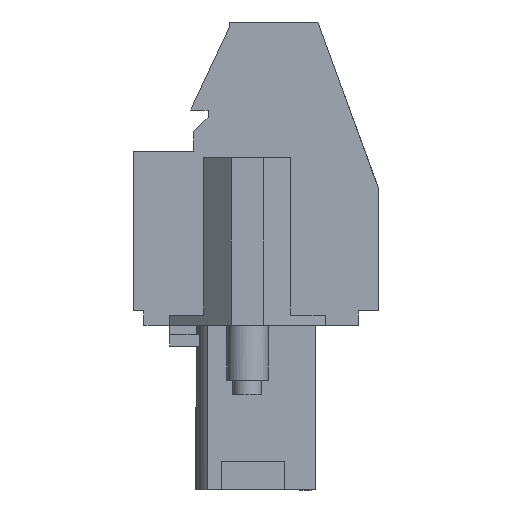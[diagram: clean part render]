
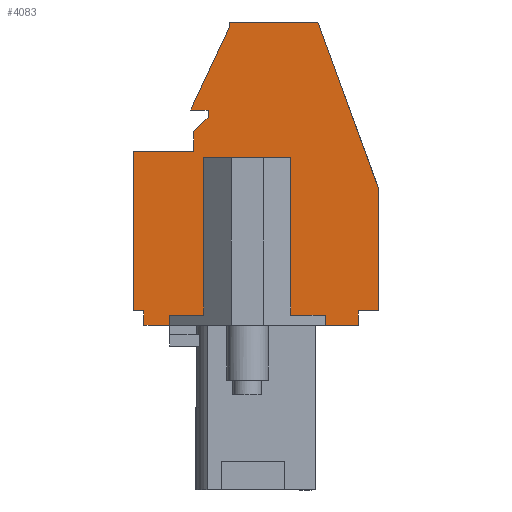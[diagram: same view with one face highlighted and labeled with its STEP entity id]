
A CAD part, left-side view. The second image highlights one B-rep face of the part: STEP entity #4083.
In plain terms, the highlighted planar face has unit normal (-1, 0, 0).
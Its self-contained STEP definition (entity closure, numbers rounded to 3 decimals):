
#1559=AXIS2_PLACEMENT_3D('Plane Axis2P3D',#1556,#1557,#1558) ;
#107=CARTESIAN_POINT('Line Origine',(3.47,1.782,7.95)) ;
#111=CARTESIAN_POINT('Vertex',(3.47,2.58,7.95)) ;
#113=CARTESIAN_POINT('Vertex',(3.47,0.983,7.95)) ;
#148=CARTESIAN_POINT('Vertex',(3.47,10.08,7.95)) ;
#151=CARTESIAN_POINT('Line Origine',(3.47,10.705,7.95)) ;
#155=CARTESIAN_POINT('Vertex',(3.47,11.33,7.95)) ;
#1556=CARTESIAN_POINT('Axis2P3D Location',(3.47,0.,0.)) ;
#3939=CARTESIAN_POINT('Line Origine',(3.47,0.983,8.3)) ;
#3943=CARTESIAN_POINT('Vertex',(3.47,0.983,8.65)) ;
#3946=CARTESIAN_POINT('Line Origine',(3.47,0.492,8.65)) ;
#3950=CARTESIAN_POINT('Vertex',(3.47,0.,8.65)) ;
#3953=CARTESIAN_POINT('Line Origine',(3.47,0.,11.611)) ;
#3957=CARTESIAN_POINT('Vertex',(3.47,0.,14.572)) ;
#3960=CARTESIAN_POINT('Line Origine',(3.47,1.461,18.586)) ;
#3964=CARTESIAN_POINT('Vertex',(3.47,2.922,22.6)) ;
#3967=CARTESIAN_POINT('Line Origine',(3.47,5.052,22.6)) ;
#3971=CARTESIAN_POINT('Vertex',(3.47,7.181,22.6)) ;
#3974=CARTESIAN_POINT('Line Origine',(3.47,7.181,22.5)) ;
#3978=CARTESIAN_POINT('Vertex',(3.47,7.181,22.4)) ;
#3981=CARTESIAN_POINT('Line Origine',(3.47,8.126,20.375)) ;
#3985=CARTESIAN_POINT('Vertex',(3.47,9.07,18.35)) ;
#3988=CARTESIAN_POINT('Line Origine',(3.47,8.65,18.35)) ;
#3992=CARTESIAN_POINT('Vertex',(3.47,8.23,18.35)) ;
#3995=CARTESIAN_POINT('Line Origine',(3.47,8.23,18.175)) ;
#3999=CARTESIAN_POINT('Vertex',(3.47,8.23,18.)) ;
#4002=CARTESIAN_POINT('Line Origine',(3.47,8.58,17.65)) ;
#4006=CARTESIAN_POINT('Vertex',(3.47,8.93,17.3)) ;
#4009=CARTESIAN_POINT('Line Origine',(3.47,8.93,16.825)) ;
#4013=CARTESIAN_POINT('Vertex',(3.47,8.93,16.35)) ;
#4016=CARTESIAN_POINT('Line Origine',(3.47,10.38,16.35)) ;
#4020=CARTESIAN_POINT('Vertex',(3.47,11.83,16.35)) ;
#4023=CARTESIAN_POINT('Line Origine',(3.47,11.83,12.5)) ;
#4027=CARTESIAN_POINT('Vertex',(3.47,11.83,8.65)) ;
#4030=CARTESIAN_POINT('Line Origine',(3.47,11.58,8.65)) ;
#4034=CARTESIAN_POINT('Vertex',(3.47,11.33,8.65)) ;
#4037=CARTESIAN_POINT('Line Origine',(3.47,11.33,8.3)) ;
#4042=CARTESIAN_POINT('Line Origine',(3.47,10.08,8.2)) ;
#4046=CARTESIAN_POINT('Vertex',(3.47,10.08,8.45)) ;
#4049=CARTESIAN_POINT('Line Origine',(3.47,6.33,8.45)) ;
#4053=CARTESIAN_POINT('Vertex',(3.47,2.58,8.45)) ;
#4056=CARTESIAN_POINT('Line Origine',(3.47,2.58,8.2)) ;
#108=DIRECTION('Vector Direction',(0.,-1.,0.)) ;
#152=DIRECTION('Vector Direction',(0.,-1.,0.)) ;
#1557=DIRECTION('Axis2P3D Direction',(-1.,0.,0.)) ;
#1558=DIRECTION('Axis2P3D XDirection',(0.,0.,1.)) ;
#3940=DIRECTION('Vector Direction',(0.,0.,1.)) ;
#3947=DIRECTION('Vector Direction',(0.,-1.,0.)) ;
#3954=DIRECTION('Vector Direction',(0.,0.,1.)) ;
#3961=DIRECTION('Vector Direction',(0.,-0.342,-0.94)) ;
#3968=DIRECTION('Vector Direction',(0.,-1.,0.)) ;
#3975=DIRECTION('Vector Direction',(0.,0.,1.)) ;
#3982=DIRECTION('Vector Direction',(0.,-0.423,0.906)) ;
#3989=DIRECTION('Vector Direction',(0.,1.,0.)) ;
#3996=DIRECTION('Vector Direction',(0.,0.,1.)) ;
#4003=DIRECTION('Vector Direction',(0.,-0.707,0.707)) ;
#4010=DIRECTION('Vector Direction',(0.,0.,1.)) ;
#4017=DIRECTION('Vector Direction',(0.,-1.,0.)) ;
#4024=DIRECTION('Vector Direction',(0.,0.,1.)) ;
#4031=DIRECTION('Vector Direction',(0.,1.,0.)) ;
#4038=DIRECTION('Vector Direction',(0.,0.,-1.)) ;
#4043=DIRECTION('Vector Direction',(0.,0.,1.)) ;
#4050=DIRECTION('Vector Direction',(0.,1.,0.)) ;
#4057=DIRECTION('Vector Direction',(0.,0.,1.)) ;
#109=VECTOR('Line Direction',#108,1.) ;
#153=VECTOR('Line Direction',#152,1.) ;
#3941=VECTOR('Line Direction',#3940,1.) ;
#3948=VECTOR('Line Direction',#3947,1.) ;
#3955=VECTOR('Line Direction',#3954,1.) ;
#3962=VECTOR('Line Direction',#3961,1.) ;
#3969=VECTOR('Line Direction',#3968,1.) ;
#3976=VECTOR('Line Direction',#3975,1.) ;
#3983=VECTOR('Line Direction',#3982,1.) ;
#3990=VECTOR('Line Direction',#3989,1.) ;
#3997=VECTOR('Line Direction',#3996,1.) ;
#4004=VECTOR('Line Direction',#4003,1.) ;
#4011=VECTOR('Line Direction',#4010,1.) ;
#4018=VECTOR('Line Direction',#4017,1.) ;
#4025=VECTOR('Line Direction',#4024,1.) ;
#4032=VECTOR('Line Direction',#4031,1.) ;
#4039=VECTOR('Line Direction',#4038,1.) ;
#4044=VECTOR('Line Direction',#4043,1.) ;
#4051=VECTOR('Line Direction',#4050,1.) ;
#4058=VECTOR('Line Direction',#4057,1.) ;
#4062=ORIENTED_EDGE('',*,*,#115,.T.) ;
#4063=ORIENTED_EDGE('',*,*,#3945,.T.) ;
#4064=ORIENTED_EDGE('',*,*,#3952,.T.) ;
#4065=ORIENTED_EDGE('',*,*,#3959,.T.) ;
#4066=ORIENTED_EDGE('',*,*,#3966,.T.) ;
#4067=ORIENTED_EDGE('',*,*,#3973,.T.) ;
#4068=ORIENTED_EDGE('',*,*,#3980,.T.) ;
#4069=ORIENTED_EDGE('',*,*,#3987,.T.) ;
#4070=ORIENTED_EDGE('',*,*,#3994,.T.) ;
#4071=ORIENTED_EDGE('',*,*,#4001,.T.) ;
#4072=ORIENTED_EDGE('',*,*,#4008,.T.) ;
#4073=ORIENTED_EDGE('',*,*,#4015,.T.) ;
#4074=ORIENTED_EDGE('',*,*,#4022,.T.) ;
#4075=ORIENTED_EDGE('',*,*,#4029,.T.) ;
#4076=ORIENTED_EDGE('',*,*,#4036,.T.) ;
#4077=ORIENTED_EDGE('',*,*,#4041,.T.) ;
#4078=ORIENTED_EDGE('',*,*,#157,.T.) ;
#4079=ORIENTED_EDGE('',*,*,#4048,.T.) ;
#4080=ORIENTED_EDGE('',*,*,#4055,.F.) ;
#4081=ORIENTED_EDGE('',*,*,#4060,.F.) ;
#4083=ADVANCED_FACE('HOUSING',(#4082),#1560,.T.) ;
#115=EDGE_CURVE('',#112,#114,#110,.T.) ;
#157=EDGE_CURVE('',#156,#149,#154,.T.) ;
#3945=EDGE_CURVE('',#114,#3944,#3942,.T.) ;
#3952=EDGE_CURVE('',#3944,#3951,#3949,.T.) ;
#3959=EDGE_CURVE('',#3951,#3958,#3956,.T.) ;
#3966=EDGE_CURVE('',#3958,#3965,#3963,.F.) ;
#3973=EDGE_CURVE('',#3965,#3972,#3970,.F.) ;
#3980=EDGE_CURVE('',#3972,#3979,#3977,.F.) ;
#3987=EDGE_CURVE('',#3979,#3986,#3984,.F.) ;
#3994=EDGE_CURVE('',#3986,#3993,#3991,.F.) ;
#4001=EDGE_CURVE('',#3993,#4000,#3998,.F.) ;
#4008=EDGE_CURVE('',#4000,#4007,#4005,.F.) ;
#4015=EDGE_CURVE('',#4007,#4014,#4012,.F.) ;
#4022=EDGE_CURVE('',#4014,#4021,#4019,.F.) ;
#4029=EDGE_CURVE('',#4021,#4028,#4026,.F.) ;
#4036=EDGE_CURVE('',#4028,#4035,#4033,.F.) ;
#4041=EDGE_CURVE('',#4035,#156,#4040,.T.) ;
#4048=EDGE_CURVE('',#149,#4047,#4045,.T.) ;
#4055=EDGE_CURVE('',#4054,#4047,#4052,.T.) ;
#4060=EDGE_CURVE('',#112,#4054,#4059,.T.) ;
#4061=EDGE_LOOP('',(#4062,#4063,#4064,#4065,#4066,#4067,#4068,#4069,#4070,#4071,#4072,#4073,#4074,#4075,#4076,#4077,#4078,#4079,#4080,#4081)) ;
#4082=FACE_OUTER_BOUND('',#4061,.T.) ;
#110=LINE('Line',#107,#109) ;
#154=LINE('Line',#151,#153) ;
#3942=LINE('Line',#3939,#3941) ;
#3949=LINE('Line',#3946,#3948) ;
#3956=LINE('Line',#3953,#3955) ;
#3963=LINE('Line',#3960,#3962) ;
#3970=LINE('Line',#3967,#3969) ;
#3977=LINE('Line',#3974,#3976) ;
#3984=LINE('Line',#3981,#3983) ;
#3991=LINE('Line',#3988,#3990) ;
#3998=LINE('Line',#3995,#3997) ;
#4005=LINE('Line',#4002,#4004) ;
#4012=LINE('Line',#4009,#4011) ;
#4019=LINE('Line',#4016,#4018) ;
#4026=LINE('Line',#4023,#4025) ;
#4033=LINE('Line',#4030,#4032) ;
#4040=LINE('Line',#4037,#4039) ;
#4045=LINE('Line',#4042,#4044) ;
#4052=LINE('Line',#4049,#4051) ;
#4059=LINE('Line',#4056,#4058) ;
#1560=PLANE('',#1559) ;
#112=VERTEX_POINT('',#111) ;
#114=VERTEX_POINT('',#113) ;
#149=VERTEX_POINT('',#148) ;
#156=VERTEX_POINT('',#155) ;
#3944=VERTEX_POINT('',#3943) ;
#3951=VERTEX_POINT('',#3950) ;
#3958=VERTEX_POINT('',#3957) ;
#3965=VERTEX_POINT('',#3964) ;
#3972=VERTEX_POINT('',#3971) ;
#3979=VERTEX_POINT('',#3978) ;
#3986=VERTEX_POINT('',#3985) ;
#3993=VERTEX_POINT('',#3992) ;
#4000=VERTEX_POINT('',#3999) ;
#4007=VERTEX_POINT('',#4006) ;
#4014=VERTEX_POINT('',#4013) ;
#4021=VERTEX_POINT('',#4020) ;
#4028=VERTEX_POINT('',#4027) ;
#4035=VERTEX_POINT('',#4034) ;
#4047=VERTEX_POINT('',#4046) ;
#4054=VERTEX_POINT('',#4053) ;
